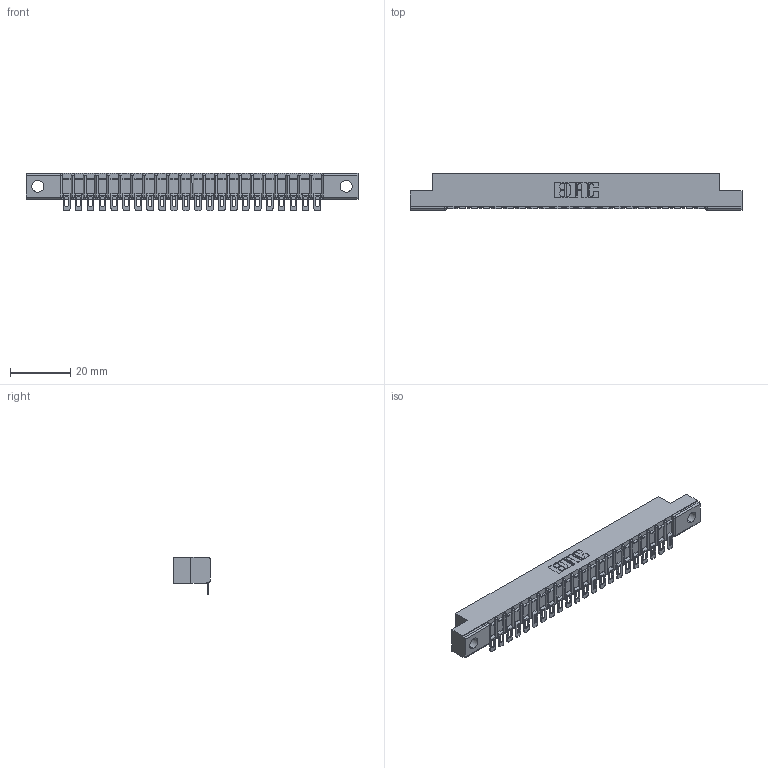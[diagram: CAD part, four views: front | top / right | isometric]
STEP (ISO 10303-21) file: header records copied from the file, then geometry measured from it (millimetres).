
FILE_DESCRIPTION (( 'STEP AP203' ), '1' );
FILE_NAME ('357-022-554-104.STEP', '2019-09-16T23:21:54', ( '' ), ( '' ), 'SwSTEP 2.0', 'SolidWorks 2016', '' );
FILE_SCHEMA (( 'CONFIG_CONTROL_DESIGN' ));
Length unit declared in the file: inch
Products named in the file (3): 307-290-002_554; 357-022-554-104; 307 Part_.156 Dia Mounting Holes
Assembly tree (23 placements, depth 2):
  357-022-554-104
    307 Part_.156 Dia Mounting Holes
    307-290-002_554  x22
Bounding box: 110.19 x 12.01 x 12.52 mm (x, y, z)
Volume: 7176.2 mm3; surface area: 13033.6 mm2
Topology: 23 solids, 23 shells, 1937 faces, 5925 edges, 3886 vertices
Faces by surface type: plane 1096, cylinder 795, sphere 46
Entity records: 22709 total; most frequent: CARTESIAN_POINT 3832, ORIENTED_EDGE 3820, DIRECTION 3730, EDGE_CURVE 1910, VECTOR 1454, LINE 1454, VERTEX_POINT 1240, AXIS2_PLACEMENT_3D 1138
